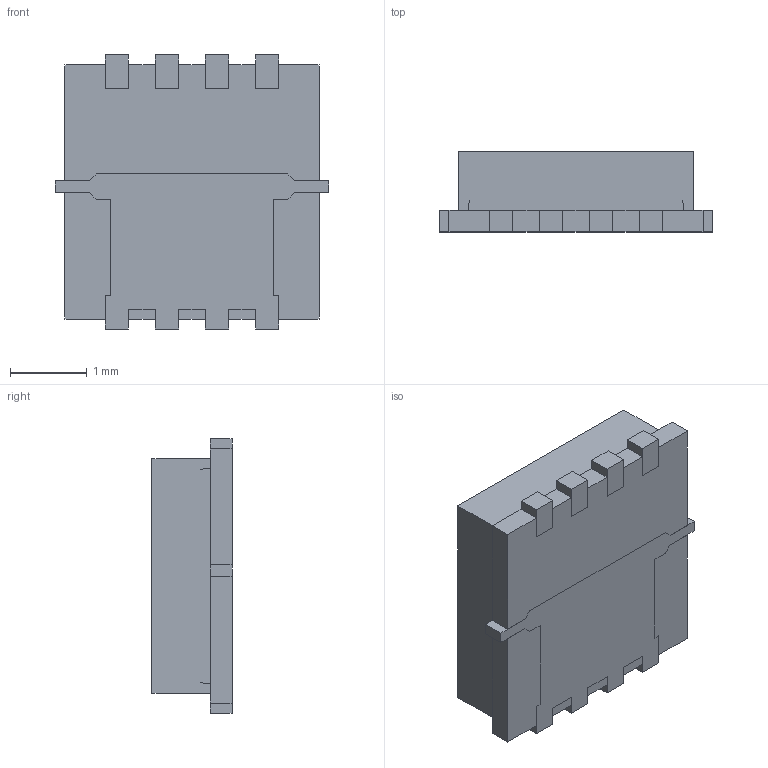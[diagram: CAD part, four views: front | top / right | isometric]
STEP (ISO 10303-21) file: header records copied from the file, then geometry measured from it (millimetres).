
FILE_DESCRIPTION(/* description */ (''),/* implementation_level */ '2;1');
FILE_NAME(/* name */ 'POWERPAK_1212_8.step',/* time_stamp */ '2022-03-09T23:41:15-08:00',/* author */ (''),/* organization */ (''),/* preprocessor_version */ 'ST-DEVELOPER v18.1',/* originating_system */ 'Autodesk Translation Framework v10.13.0.1454',/* authorisation */ '');
FILE_SCHEMA (('AUTOMOTIVE_DESIGN { 1 0 10303 214 3 1 1 }'));
Length unit declared in the file: millimetre
Products named in the file (1): POWERPAK_1212_8
Bounding box: 3.55 x 1.04 x 3.56 mm (x, y, z)
Surface area: 122.7 mm2
Topology: 26 solids, 26 shells, 278 faces, 664 edges, 436 vertices
Faces by surface type: plane 262, cylinder 12, bspline 4
Full cylindrical faces by diameter (mm): 0.2 x4
Entity records: 7946 total; most frequent: CARTESIAN_POINT 1483, ORIENTED_EDGE 1320, DIRECTION 1218, EDGE_CURVE 660, LINE 636, VECTOR 636, VERTEX_POINT 436, AXIS2_PLACEMENT_3D 291
